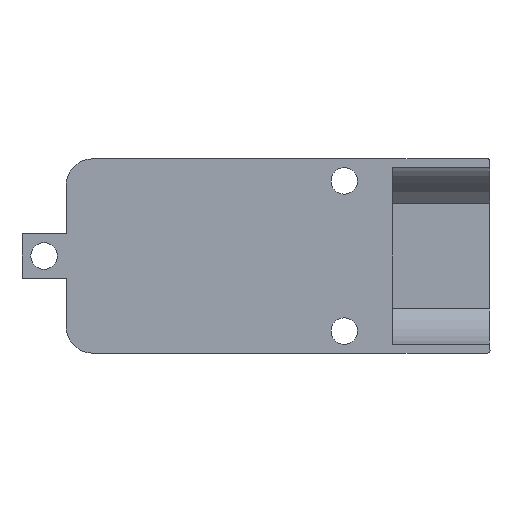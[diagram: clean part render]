
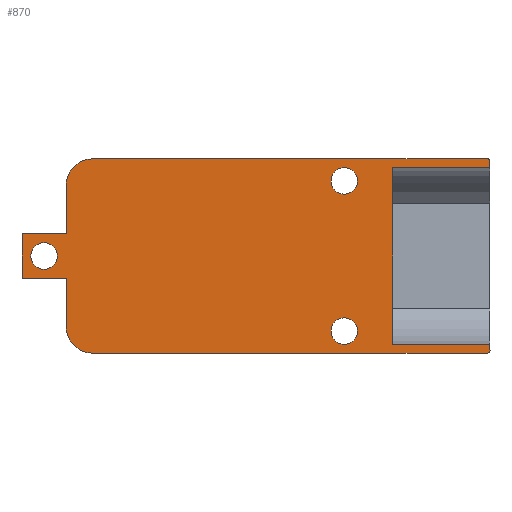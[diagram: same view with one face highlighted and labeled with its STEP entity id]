
A CAD part, front view. The second image highlights one B-rep face of the part: STEP entity #870.
In plain terms, the highlighted planar face has unit normal (0, -1, 0).
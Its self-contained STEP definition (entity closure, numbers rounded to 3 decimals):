
#47=B_SPLINE_CURVE_WITH_KNOTS('',3,(#1334,#1335,#1336,#1337),
 .UNSPECIFIED.,.F.,.F.,(4,4),(0.,0.),
 .UNSPECIFIED.);
#48=B_SPLINE_CURVE_WITH_KNOTS('',3,(#1349,#1350,#1351,#1352),
 .UNSPECIFIED.,.F.,.F.,(4,4),(0.,0.),
 .UNSPECIFIED.);
#61=ELLIPSE('',#938,0.24,0.238);
#62=ELLIPSE('',#939,0.25,0.247);
#65=LINE('',#1323,#127);
#66=LINE('',#1328,#128);
#67=LINE('',#1332,#129);
#68=LINE('',#1339,#130);
#69=LINE('',#1341,#131);
#70=LINE('',#1343,#132);
#71=LINE('',#1345,#133);
#72=LINE('',#1347,#134);
#73=LINE('',#1354,#135);
#74=LINE('',#1358,#136);
#75=LINE('',#1362,#137);
#76=LINE('',#1364,#138);
#77=LINE('',#1366,#139);
#78=LINE('',#1368,#140);
#127=VECTOR('',#1049,1000.);
#128=VECTOR('',#1052,1000.);
#129=VECTOR('',#1055,1000.);
#130=VECTOR('',#1056,1000.);
#131=VECTOR('',#1057,1000.);
#132=VECTOR('',#1058,1000.);
#133=VECTOR('',#1059,1000.);
#134=VECTOR('',#1060,1000.);
#135=VECTOR('',#1061,1000.);
#136=VECTOR('',#1064,1000.);
#137=VECTOR('',#1067,1000.);
#138=VECTOR('',#1068,1000.);
#139=VECTOR('',#1069,1000.);
#140=VECTOR('',#1070,1000.);
#189=ORIENTED_EDGE('',*,*,#441,.T.);
#190=ORIENTED_EDGE('',*,*,#442,.T.);
#191=ORIENTED_EDGE('',*,*,#443,.T.);
#192=ORIENTED_EDGE('',*,*,#444,.T.);
#193=ORIENTED_EDGE('',*,*,#445,.T.);
#194=ORIENTED_EDGE('',*,*,#446,.T.);
#195=ORIENTED_EDGE('',*,*,#447,.T.);
#196=ORIENTED_EDGE('',*,*,#448,.T.);
#197=ORIENTED_EDGE('',*,*,#449,.T.);
#198=ORIENTED_EDGE('',*,*,#450,.T.);
#199=ORIENTED_EDGE('',*,*,#451,.T.);
#200=ORIENTED_EDGE('',*,*,#452,.T.);
#201=ORIENTED_EDGE('',*,*,#453,.T.);
#202=ORIENTED_EDGE('',*,*,#454,.T.);
#203=ORIENTED_EDGE('',*,*,#455,.T.);
#204=ORIENTED_EDGE('',*,*,#456,.T.);
#205=ORIENTED_EDGE('',*,*,#457,.T.);
#206=ORIENTED_EDGE('',*,*,#458,.T.);
#207=ORIENTED_EDGE('',*,*,#459,.T.);
#208=ORIENTED_EDGE('',*,*,#460,.T.);
#209=ORIENTED_EDGE('',*,*,#461,.T.);
#210=ORIENTED_EDGE('',*,*,#462,.T.);
#211=ORIENTED_EDGE('',*,*,#463,.T.);
#441=EDGE_CURVE('',#567,#567,#649,.T.);
#442=EDGE_CURVE('',#568,#568,#650,.T.);
#443=EDGE_CURVE('',#569,#569,#651,.T.);
#444=EDGE_CURVE('',#570,#571,#65,.T.);
#445=EDGE_CURVE('',#571,#572,#652,.T.);
#446=EDGE_CURVE('',#572,#573,#66,.T.);
#447=EDGE_CURVE('',#573,#574,#61,.T.);
#448=EDGE_CURVE('',#574,#575,#67,.T.);
#449=EDGE_CURVE('',#575,#576,#47,.T.);
#450=EDGE_CURVE('',#576,#577,#68,.T.);
#451=EDGE_CURVE('',#577,#578,#69,.T.);
#452=EDGE_CURVE('',#578,#579,#70,.T.);
#453=EDGE_CURVE('',#579,#580,#71,.T.);
#454=EDGE_CURVE('',#580,#581,#72,.T.);
#455=EDGE_CURVE('',#581,#582,#48,.T.);
#456=EDGE_CURVE('',#582,#583,#73,.T.);
#457=EDGE_CURVE('',#583,#584,#62,.T.);
#458=EDGE_CURVE('',#584,#585,#74,.T.);
#459=EDGE_CURVE('',#585,#586,#653,.T.);
#460=EDGE_CURVE('',#586,#587,#75,.T.);
#461=EDGE_CURVE('',#587,#588,#76,.T.);
#462=EDGE_CURVE('',#588,#589,#77,.T.);
#463=EDGE_CURVE('',#589,#570,#78,.T.);
#567=VERTEX_POINT('',#1318);
#568=VERTEX_POINT('',#1320);
#569=VERTEX_POINT('',#1322);
#570=VERTEX_POINT('',#1324);
#571=VERTEX_POINT('',#1325);
#572=VERTEX_POINT('',#1327);
#573=VERTEX_POINT('',#1329);
#574=VERTEX_POINT('',#1331);
#575=VERTEX_POINT('',#1333);
#576=VERTEX_POINT('',#1338);
#577=VERTEX_POINT('',#1340);
#578=VERTEX_POINT('',#1342);
#579=VERTEX_POINT('',#1344);
#580=VERTEX_POINT('',#1346);
#581=VERTEX_POINT('',#1348);
#582=VERTEX_POINT('',#1353);
#583=VERTEX_POINT('',#1355);
#584=VERTEX_POINT('',#1357);
#585=VERTEX_POINT('',#1359);
#586=VERTEX_POINT('',#1361);
#587=VERTEX_POINT('',#1363);
#588=VERTEX_POINT('',#1365);
#589=VERTEX_POINT('',#1367);
#649=CIRCLE('',#934,1.5);
#650=CIRCLE('',#935,1.5);
#651=CIRCLE('',#936,1.5);
#652=CIRCLE('',#937,3.);
#653=CIRCLE('',#940,3.);
#695=EDGE_LOOP('',(#189));
#696=EDGE_LOOP('',(#190));
#697=EDGE_LOOP('',(#191));
#698=EDGE_LOOP('',(#192,#193,#194,#195,#196,#197,#198,#199,#200,#201,#202,
#203,#204,#205,#206,#207,#208,#209,#210,#211));
#771=FACE_BOUND('',#695,.T.);
#772=FACE_BOUND('',#696,.T.);
#773=FACE_BOUND('',#697,.T.);
#774=FACE_BOUND('',#698,.T.);
#847=PLANE('',#933);
#870=ADVANCED_FACE('',(#771,#772,#773,#774),#847,.T.);
#933=AXIS2_PLACEMENT_3D('',#1316,#1041,#1042);
#934=AXIS2_PLACEMENT_3D('',#1317,#1043,#1044);
#935=AXIS2_PLACEMENT_3D('',#1319,#1045,#1046);
#936=AXIS2_PLACEMENT_3D('',#1321,#1047,#1048);
#937=AXIS2_PLACEMENT_3D('',#1326,#1050,#1051);
#938=AXIS2_PLACEMENT_3D('',#1330,#1053,#1054);
#939=AXIS2_PLACEMENT_3D('',#1356,#1062,#1063);
#940=AXIS2_PLACEMENT_3D('',#1360,#1065,#1066);
#1041=DIRECTION('',(0.,-1.,0.));
#1042=DIRECTION('',(1.,0.,0.));
#1043=DIRECTION('',(0.,1.,0.));
#1044=DIRECTION('',(1.,0.,0.));
#1045=DIRECTION('',(0.,1.,0.));
#1046=DIRECTION('',(1.,0.,0.));
#1047=DIRECTION('',(0.,1.,0.));
#1048=DIRECTION('',(1.,0.,0.));
#1049=DIRECTION('',(0.,0.,-1.));
#1050=DIRECTION('',(0.,-1.,0.));
#1051=DIRECTION('',(-1.,0.,0.));
#1052=DIRECTION('',(1.,0.,0.));
#1053=DIRECTION('',(0.,-1.,0.));
#1054=DIRECTION('',(-1.,0.,0.001));
#1055=DIRECTION('',(1.,0.,0.));
#1056=DIRECTION('',(0.,0.,1.));
#1057=DIRECTION('',(-1.,0.,0.));
#1058=DIRECTION('',(0.,0.,1.));
#1059=DIRECTION('',(1.,0.,0.));
#1060=DIRECTION('',(0.,0.,1.));
#1061=DIRECTION('',(-1.,0.,0.));
#1062=DIRECTION('',(0.,-1.,0.));
#1063=DIRECTION('',(-1.,0.,-0.002));
#1064=DIRECTION('',(-1.,0.,0.));
#1065=DIRECTION('',(0.,-1.,0.));
#1066=DIRECTION('',(0.,0.,1.));
#1067=DIRECTION('',(0.,0.,-1.));
#1068=DIRECTION('',(-1.,0.,0.));
#1069=DIRECTION('',(0.,0.,-1.));
#1070=DIRECTION('',(1.,0.,0.));
#1316=CARTESIAN_POINT('',(-8.495,11.342,11.201));
#1317=CARTESIAN_POINT('',(1.505,11.342,2.701));
#1318=CARTESIAN_POINT('',(3.005,11.342,2.701));
#1319=CARTESIAN_POINT('',(1.505,11.342,19.701));
#1320=CARTESIAN_POINT('',(3.005,11.342,19.701));
#1321=CARTESIAN_POINT('',(-32.495,11.342,11.201));
#1322=CARTESIAN_POINT('',(-30.995,11.342,11.201));
#1323=CARTESIAN_POINT('',(-29.995,11.342,7.201));
#1324=CARTESIAN_POINT('',(-29.995,11.342,8.701));
#1325=CARTESIAN_POINT('',(-29.995,11.342,3.201));
#1326=CARTESIAN_POINT('',(-26.995,11.342,3.201));
#1327=CARTESIAN_POINT('',(-26.995,11.342,0.201));
#1328=CARTESIAN_POINT('',(-0.745,11.342,0.201));
#1329=CARTESIAN_POINT('',(6.929,11.342,0.201));
#1330=CARTESIAN_POINT('',(6.93,11.342,0.439));
#1331=CARTESIAN_POINT('',(7.005,11.342,0.213));
#1332=CARTESIAN_POINT('',(7.005,11.342,0.213));
#1333=CARTESIAN_POINT('',(17.755,11.342,0.213));
#1334=CARTESIAN_POINT('',(17.755,11.342,0.213));
#1335=CARTESIAN_POINT('',(17.887,11.342,0.213));
#1336=CARTESIAN_POINT('',(18.005,11.342,0.331));
#1337=CARTESIAN_POINT('',(18.005,11.342,0.463));
#1338=CARTESIAN_POINT('',(18.005,11.342,0.463));
#1339=CARTESIAN_POINT('',(18.005,11.342,11.201));
#1340=CARTESIAN_POINT('',(18.005,11.342,1.214));
#1341=CARTESIAN_POINT('',(7.005,11.342,1.214));
#1342=CARTESIAN_POINT('',(7.005,11.342,1.214));
#1343=CARTESIAN_POINT('',(7.005,11.342,16.701));
#1344=CARTESIAN_POINT('',(7.005,11.342,21.189));
#1345=CARTESIAN_POINT('',(7.005,11.342,21.189));
#1346=CARTESIAN_POINT('',(18.005,11.342,21.189));
#1347=CARTESIAN_POINT('',(18.005,11.342,11.201));
#1348=CARTESIAN_POINT('',(18.005,11.342,21.94));
#1349=CARTESIAN_POINT('',(18.005,11.342,21.94));
#1350=CARTESIAN_POINT('',(18.005,11.342,22.072));
#1351=CARTESIAN_POINT('',(17.887,11.342,22.19));
#1352=CARTESIAN_POINT('',(17.755,11.342,22.19));
#1353=CARTESIAN_POINT('',(17.755,11.342,22.19));
#1354=CARTESIAN_POINT('',(7.005,11.342,22.19));
#1355=CARTESIAN_POINT('',(7.005,11.342,22.19));
#1356=CARTESIAN_POINT('',(6.93,11.342,21.954));
#1357=CARTESIAN_POINT('',(6.929,11.342,22.201));
#1358=CARTESIAN_POINT('',(-17.745,11.342,22.201));
#1359=CARTESIAN_POINT('',(-26.995,11.342,22.201));
#1360=CARTESIAN_POINT('',(-26.995,11.342,19.201));
#1361=CARTESIAN_POINT('',(-29.995,11.342,19.201));
#1362=CARTESIAN_POINT('',(-29.995,11.342,7.201));
#1363=CARTESIAN_POINT('',(-29.995,11.342,13.701));
#1364=CARTESIAN_POINT('',(-19.245,11.342,13.701));
#1365=CARTESIAN_POINT('',(-34.995,11.342,13.701));
#1366=CARTESIAN_POINT('',(-34.995,11.342,12.451));
#1367=CARTESIAN_POINT('',(-34.995,11.342,8.701));
#1368=CARTESIAN_POINT('',(-21.745,11.342,8.701));
